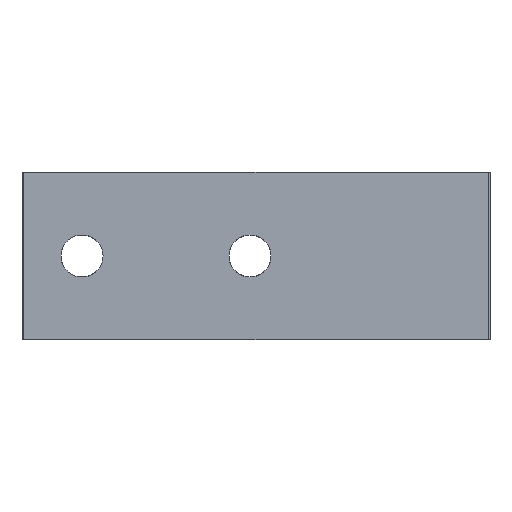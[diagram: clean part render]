
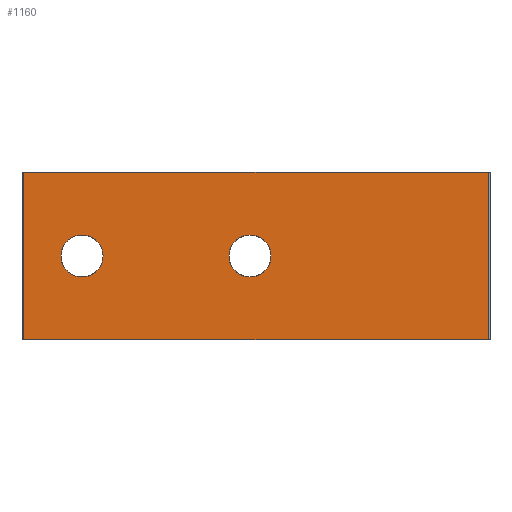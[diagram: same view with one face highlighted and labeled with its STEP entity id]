
A CAD part, front view. The second image highlights one B-rep face of the part: STEP entity #1160.
In plain terms, the highlighted planar face has unit normal (0, -1, 0).
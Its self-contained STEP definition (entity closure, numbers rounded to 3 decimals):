
#86 = VECTOR ( 'NONE', #7827, 1000. ) ;
#114 = CARTESIAN_POINT ( 'NONE',  ( 10403.692, 2863.331, 14. ) ) ;
#128 = ORIENTED_EDGE ( 'NONE', *, *, #6450, .T. ) ;
#162 = EDGE_CURVE ( 'NONE', #3694, #7687, #545, .T. ) ;
#283 = DIRECTION ( 'NONE',  ( 1., 0., 0. ) ) ;
#288 = DIRECTION ( 'NONE',  ( 0., 1., 0. ) ) ;
#545 = LINE ( 'NONE', #916, #7277 ) ;
#736 = VERTEX_POINT ( 'NONE', #6461 ) ;
#822 = ORIENTED_EDGE ( 'NONE', *, *, #2012, .T. ) ;
#904 = EDGE_CURVE ( 'NONE', #736, #2256, #6765, .T. ) ;
#916 = CARTESIAN_POINT ( 'NONE',  ( 10481.392, 2863.331, 14. ) ) ;
#928 = VERTEX_POINT ( 'NONE', #6674 ) ;
#1079 = AXIS2_PLACEMENT_3D ( 'NONE', #7742, #5877, #7139 ) ;
#1160 = ADVANCED_FACE ( 'NONE', ( #4958, #6477, #3064 ), #7690, .F. ) ;
#1187 = EDGE_LOOP ( 'NONE', ( #128, #3882 ) ) ;
#1240 = AXIS2_PLACEMENT_3D ( 'NONE', #6564, #6131, #6049 ) ;
#1367 = LINE ( 'NONE', #6210, #4746 ) ;
#1724 = CIRCLE ( 'NONE', #2335, 3.5 ) ;
#1749 = LINE ( 'NONE', #5937, #86 ) ;
#1779 = CARTESIAN_POINT ( 'NONE',  ( 10441.392, 2863.331, -3.5 ) ) ;
#1886 = CARTESIAN_POINT ( 'NONE',  ( 10441.392, 2863.331, 0. ) ) ;
#2012 = EDGE_CURVE ( 'NONE', #6265, #7687, #1367, .T. ) ;
#2179 = ORIENTED_EDGE ( 'NONE', *, *, #162, .F. ) ;
#2256 = VERTEX_POINT ( 'NONE', #1779 ) ;
#2304 = CARTESIAN_POINT ( 'NONE',  ( 10481.092, 2863.331, 14. ) ) ;
#2306 = EDGE_CURVE ( 'NONE', #2256, #736, #7822, .T. ) ;
#2335 = AXIS2_PLACEMENT_3D ( 'NONE', #4071, #288, #4713 ) ;
#2514 = DIRECTION ( 'NONE',  ( 0., 0., 1. ) ) ;
#2935 = DIRECTION ( 'NONE',  ( 0., 0., 1. ) ) ;
#2983 = DIRECTION ( 'NONE',  ( 0., 1., 0. ) ) ;
#3064 = FACE_OUTER_BOUND ( 'NONE', #4450, .T. ) ;
#3112 = AXIS2_PLACEMENT_3D ( 'NONE', #1886, #6361, #2514 ) ;
#3138 = VECTOR ( 'NONE', #7882, 1000. ) ;
#3694 = VERTEX_POINT ( 'NONE', #114 ) ;
#3882 = ORIENTED_EDGE ( 'NONE', *, *, #7596, .T. ) ;
#3919 = EDGE_CURVE ( 'NONE', #5669, #6265, #8221, .T. ) ;
#4071 = CARTESIAN_POINT ( 'NONE',  ( 10413.392, 2863.331, 0. ) ) ;
#4303 = CARTESIAN_POINT ( 'NONE',  ( 10481.092, 2863.331, -14. ) ) ;
#4450 = EDGE_LOOP ( 'NONE', ( #2179, #6202, #6591, #822 ) ) ;
#4689 = AXIS2_PLACEMENT_3D ( 'NONE', #6817, #2983, #7444 ) ;
#4713 = DIRECTION ( 'NONE',  ( 0., 0., 1. ) ) ;
#4746 = VECTOR ( 'NONE', #2935, 1000. ) ;
#4958 = FACE_BOUND ( 'NONE', #1187, .T. ) ;
#5091 = ORIENTED_EDGE ( 'NONE', *, *, #904, .T. ) ;
#5528 = CIRCLE ( 'NONE', #4689, 3.5 ) ;
#5534 = CARTESIAN_POINT ( 'NONE',  ( 10413.392, 2863.331, -3.5 ) ) ;
#5543 = EDGE_LOOP ( 'NONE', ( #7764, #5091 ) ) ;
#5669 = VERTEX_POINT ( 'NONE', #6352 ) ;
#5877 = DIRECTION ( 'NONE',  ( 0., 1., 0. ) ) ;
#5937 = CARTESIAN_POINT ( 'NONE',  ( 10403.692, 2863.331, 10. ) ) ;
#5977 = EDGE_CURVE ( 'NONE', #3694, #5669, #1749, .T. ) ;
#6029 = CARTESIAN_POINT ( 'NONE',  ( 10481.392, 2863.331, -14. ) ) ;
#6049 = DIRECTION ( 'NONE',  ( 0., 0., 1. ) ) ;
#6131 = DIRECTION ( 'NONE',  ( 0., 1., 0. ) ) ;
#6202 = ORIENTED_EDGE ( 'NONE', *, *, #5977, .T. ) ;
#6210 = CARTESIAN_POINT ( 'NONE',  ( 10481.092, 2863.331, 10. ) ) ;
#6265 = VERTEX_POINT ( 'NONE', #4303 ) ;
#6352 = CARTESIAN_POINT ( 'NONE',  ( 10403.692, 2863.331, -14. ) ) ;
#6361 = DIRECTION ( 'NONE',  ( 0., 1., 0. ) ) ;
#6450 = EDGE_CURVE ( 'NONE', #6458, #928, #5528, .T. ) ;
#6458 = VERTEX_POINT ( 'NONE', #5534 ) ;
#6461 = CARTESIAN_POINT ( 'NONE',  ( 10441.392, 2863.331, 3.5 ) ) ;
#6477 = FACE_BOUND ( 'NONE', #5543, .T. ) ;
#6564 = CARTESIAN_POINT ( 'NONE',  ( 10441.392, 2863.331, 0. ) ) ;
#6591 = ORIENTED_EDGE ( 'NONE', *, *, #3919, .T. ) ;
#6674 = CARTESIAN_POINT ( 'NONE',  ( 10413.392, 2863.331, 3.5 ) ) ;
#6765 = CIRCLE ( 'NONE', #1240, 3.5 ) ;
#6817 = CARTESIAN_POINT ( 'NONE',  ( 10413.392, 2863.331, 0. ) ) ;
#7139 = DIRECTION ( 'NONE',  ( 0., 0., 1. ) ) ;
#7277 = VECTOR ( 'NONE', #283, 1000. ) ;
#7444 = DIRECTION ( 'NONE',  ( 0., 0., 1. ) ) ;
#7596 = EDGE_CURVE ( 'NONE', #928, #6458, #1724, .T. ) ;
#7687 = VERTEX_POINT ( 'NONE', #2304 ) ;
#7690 = PLANE ( 'NONE',  #1079 ) ;
#7742 = CARTESIAN_POINT ( 'NONE',  ( 10481.392, 2863.331, 10. ) ) ;
#7764 = ORIENTED_EDGE ( 'NONE', *, *, #2306, .T. ) ;
#7822 = CIRCLE ( 'NONE', #3112, 3.5 ) ;
#7827 = DIRECTION ( 'NONE',  ( 0., 0., -1. ) ) ;
#7882 = DIRECTION ( 'NONE',  ( 1., 0., 0. ) ) ;
#8221 = LINE ( 'NONE', #6029, #3138 ) ;
